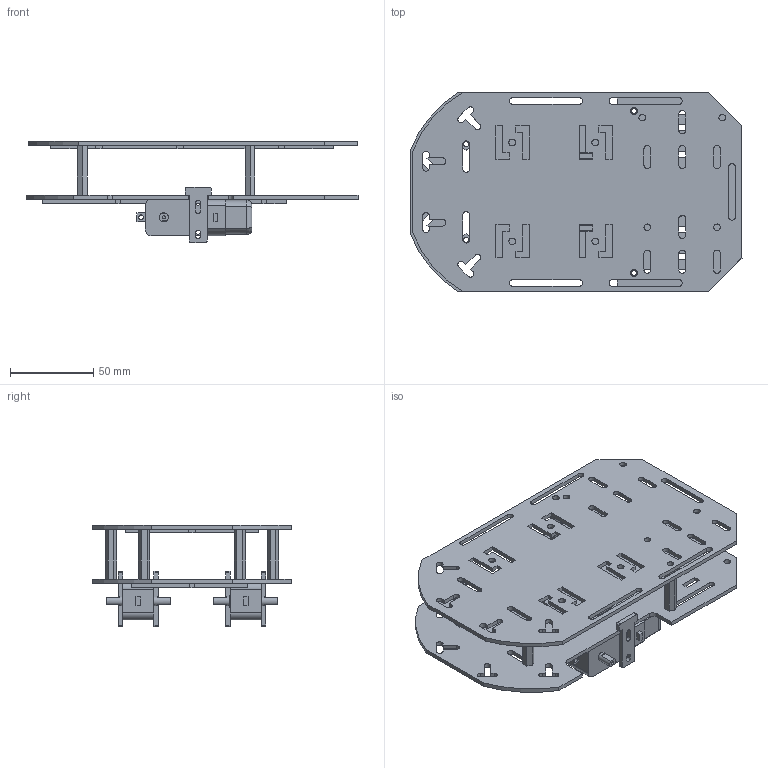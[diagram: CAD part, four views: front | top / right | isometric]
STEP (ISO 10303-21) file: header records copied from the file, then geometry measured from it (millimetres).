
FILE_DESCRIPTION(('FreeCAD Model'),'2;1');
FILE_NAME('chassis.step','2017-05-09T10:23:21',('Author'),(''), 'Open CASCADE STEP processor 6.8','FreeCAD','Unknown');
FILE_SCHEMA(('AUTOMOTIVE_DESIGN_CC2 { 1 2 10303 214 -1 1 5 4 }'));
Length unit declared in the file: millimetre
Products named in the file (6): ASSEMBLY; MotorMount011; StandOff_M3_30mm003; GearedMotor002; LowerChassis; UpperChassis1.0
Assembly tree (12 placements, depth 2):
  ASSEMBLY
    MotorMount011  x4
    StandOff_M3_30mm003  x4
    GearedMotor002  x2
    LowerChassis
    UpperChassis1.0
Bounding box: 199.83 x 119.48 x 61 mm (x, y, z)
Volume: 155048.6 mm3; surface area: 109627.3 mm2
Topology: 12 solids, 12 shells, 618 faces, 1696 edges, 1124 vertices
Faces by surface type: plane 442, cylinder 152, bspline 24
Full cylindrical faces by diameter (mm): 1.9 x4, 2.8 x2, 3 x4, 3.102 x4, 4 x20, 5.4 x4, 7.2 x2
Entity records: 44789 total; most frequent: CARTESIAN_POINT 18845, DIRECTION 4397, LINE 2920, VECTOR 2920, ORIENTED_EDGE 2596, PCURVE 2596, DEFINITIONAL_REPRESENTATION 2596, EDGE_CURVE 1298
